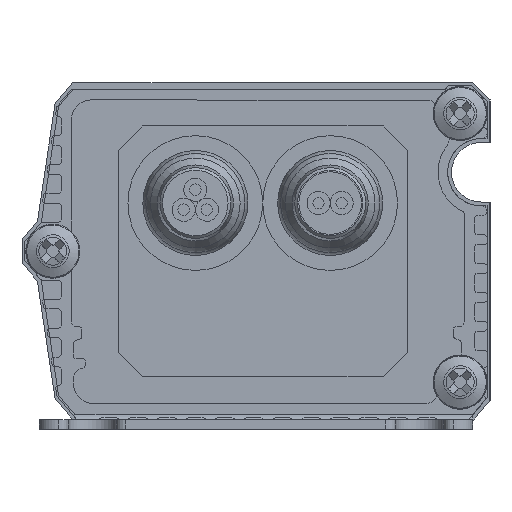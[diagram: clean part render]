
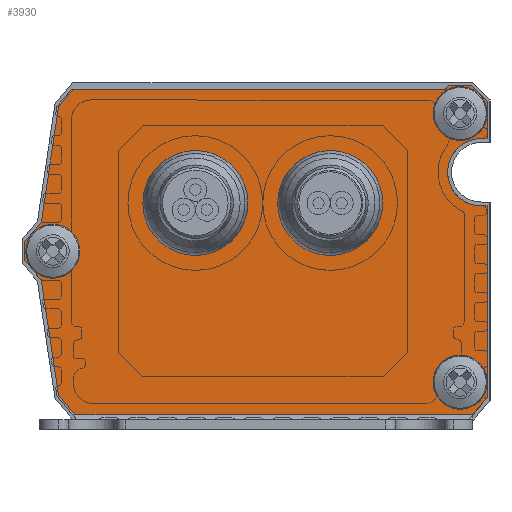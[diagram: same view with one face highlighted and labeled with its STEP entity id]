
A CAD part, left-side view. The second image highlights one B-rep face of the part: STEP entity #3930.
In plain terms, the highlighted planar face has unit normal (-1, 0, 0).
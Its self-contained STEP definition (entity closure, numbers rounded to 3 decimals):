
#3930=ADVANCED_FACE('',(#8700,#8702,#8704,#8706),#8708,.T.);
#8700=FACE_BOUND('',#8701,.T.);
#8701=EDGE_LOOP('',(#13681,#13682,#13683,#13684,#13685,#13686,#13687,#13688,#13689,
#13690,#13691,#13692,#13693,#13694,#13695,#13696,#13697,#13698,#13699,#13700,#13701,
#13702,#13703,#13704));
#8702=FACE_BOUND('',#8703,.T.);
#8703=EDGE_LOOP('',(#13705));
#8704=FACE_BOUND('',#8705,.T.);
#8705=EDGE_LOOP('',(#13706));
#8706=FACE_BOUND('',#8707,.T.);
#8707=EDGE_LOOP('',(#13707));
#8708=PLANE('',#8709);
#8709=AXIS2_PLACEMENT_3D('',#8710,#8711,#8712);
#8710=CARTESIAN_POINT('',(-101.5,-22.787,0.));
#8711=DIRECTION('',(-1.,0.,0.));
#8712=DIRECTION('',(0.,-1.,0.));
#13681=ORIENTED_EDGE('',*,*,#16373,.F.);
#13682=ORIENTED_EDGE('',*,*,#16279,.T.);
#13683=ORIENTED_EDGE('',*,*,#16277,.T.);
#13684=ORIENTED_EDGE('',*,*,#16275,.T.);
#13685=ORIENTED_EDGE('',*,*,#16273,.T.);
#13686=ORIENTED_EDGE('',*,*,#16271,.T.);
#13687=ORIENTED_EDGE('',*,*,#16374,.F.);
#13688=ORIENTED_EDGE('',*,*,#16375,.F.);
#13689=ORIENTED_EDGE('',*,*,#16270,.T.);
#13690=ORIENTED_EDGE('',*,*,#16268,.T.);
#13691=ORIENTED_EDGE('',*,*,#16266,.T.);
#13692=ORIENTED_EDGE('',*,*,#16264,.T.);
#13693=ORIENTED_EDGE('',*,*,#16262,.T.);
#13694=ORIENTED_EDGE('',*,*,#16260,.T.);
#13695=ORIENTED_EDGE('',*,*,#16258,.T.);
#13696=ORIENTED_EDGE('',*,*,#16256,.T.);
#13697=ORIENTED_EDGE('',*,*,#16254,.T.);
#13698=ORIENTED_EDGE('',*,*,#16252,.T.);
#13699=ORIENTED_EDGE('',*,*,#16250,.T.);
#13700=ORIENTED_EDGE('',*,*,#16248,.T.);
#13701=ORIENTED_EDGE('',*,*,#16376,.F.);
#13702=ORIENTED_EDGE('',*,*,#16282,.T.);
#13703=ORIENTED_EDGE('',*,*,#16280,.T.);
#13704=ORIENTED_EDGE('',*,*,#16377,.F.);
#13705=ORIENTED_EDGE('',*,*,#16378,.F.);
#13706=ORIENTED_EDGE('',*,*,#16379,.F.);
#13707=ORIENTED_EDGE('',*,*,#16380,.F.);
#16248=EDGE_CURVE('',#18982,#18980,#18983,.T.);
#16250=EDGE_CURVE('',#18985,#18982,#18986,.T.);
#16252=EDGE_CURVE('',#18988,#18985,#18989,.T.);
#16254=EDGE_CURVE('',#18991,#18988,#18992,.T.);
#16256=EDGE_CURVE('',#18994,#18991,#18995,.T.);
#16258=EDGE_CURVE('',#18997,#18994,#18998,.T.);
#16260=EDGE_CURVE('',#19000,#18997,#19001,.T.);
#16262=EDGE_CURVE('',#19003,#19000,#19004,.T.);
#16264=EDGE_CURVE('',#19006,#19003,#19007,.T.);
#16266=EDGE_CURVE('',#19009,#19006,#19010,.T.);
#16268=EDGE_CURVE('',#19012,#19009,#19013,.T.);
#16270=EDGE_CURVE('',#19015,#19012,#19016,.T.);
#16271=EDGE_CURVE('',#19017,#19015,#19018,.T.);
#16273=EDGE_CURVE('',#19020,#19017,#19021,.T.);
#16275=EDGE_CURVE('',#19023,#19020,#19024,.T.);
#16277=EDGE_CURVE('',#19026,#19023,#19027,.T.);
#16279=EDGE_CURVE('',#19029,#19026,#19030,.T.);
#16280=EDGE_CURVE('',#19031,#19029,#19032,.T.);
#16282=EDGE_CURVE('',#19034,#19031,#19035,.T.);
#16373=EDGE_CURVE('',#19029,#19158,#19159,.F.);
#16374=EDGE_CURVE('',#19160,#19015,#19161,.F.);
#16375=EDGE_CURVE('',#19015,#19160,#19162,.F.);
#16376=EDGE_CURVE('',#19034,#18980,#19163,.T.);
#16377=EDGE_CURVE('',#19158,#19029,#19164,.F.);
#16378=EDGE_CURVE('',#19165,#19165,#19166,.F.);
#16379=EDGE_CURVE('',#19167,#19167,#19168,.F.);
#16380=EDGE_CURVE('',#19169,#19169,#19170,.F.);
#18980=VERTEX_POINT('',#24858);
#18982=VERTEX_POINT('',#24862);
#18983=LINE('',#24863,#24864);
#18985=VERTEX_POINT('',#24869);
#18986=LINE('',#24870,#24871);
#18988=VERTEX_POINT('',#24876);
#18989=LINE('',#24877,#24878);
#18991=VERTEX_POINT('',#24883);
#18992=LINE('',#24884,#24885);
#18994=VERTEX_POINT('',#24890);
#18995=LINE('',#24891,#24892);
#18997=VERTEX_POINT('',#24897);
#18998=LINE('',#24898,#24899);
#19000=VERTEX_POINT('',#24904);
#19001=LINE('',#24905,#24906);
#19003=VERTEX_POINT('',#24911);
#19004=LINE('',#24912,#24913);
#19006=VERTEX_POINT('',#24918);
#19007=LINE('',#24919,#24920);
#19009=VERTEX_POINT('',#24925);
#19010=LINE('',#24926,#24927);
#19012=VERTEX_POINT('',#24932);
#19013=LINE('',#24933,#24934);
#19015=VERTEX_POINT('',#24939);
#19016=LINE('',#24940,#24941);
#19017=VERTEX_POINT('',#24943);
#19018=LINE('',#24944,#24945);
#19020=VERTEX_POINT('',#24950);
#19021=LINE('',#24951,#24952);
#19023=VERTEX_POINT('',#24957);
#19024=CIRCLE('',#24958,3.5);
#19026=VERTEX_POINT('',#24965);
#19027=LINE('',#24966,#24967);
#19029=VERTEX_POINT('',#24972);
#19030=LINE('',#24973,#24974);
#19031=VERTEX_POINT('',#24976);
#19032=LINE('',#24977,#24978);
#19034=VERTEX_POINT('',#24983);
#19035=LINE('',#24984,#24985);
#19158=VERTEX_POINT('',#25318);
#19159=CIRCLE('',#25319,2.8);
#19160=VERTEX_POINT('',#25323);
#19161=CIRCLE('',#25324,2.8);
#19162=CIRCLE('',#25328,2.8);
#19163=LINE('',#25332,#25333);
#19164=CIRCLE('',#25335,2.8);
#19165=VERTEX_POINT('',#25339);
#19166=CIRCLE('',#25340,2.8);
#19167=VERTEX_POINT('',#25344);
#19168=CIRCLE('',#25345,5.15);
#19169=VERTEX_POINT('',#25349);
#19170=CIRCLE('',#25350,5.15);
#24858=CARTESIAN_POINT('',(-101.5,20.013,1.5));
#24862=CARTESIAN_POINT('',(-101.5,21.713,3.5));
#24863=CARTESIAN_POINT('',(-101.5,21.713,3.5));
#24864=VECTOR('',#24865,1.);
#24865=DIRECTION('',(0.,-0.648,-0.762));
#24869=CARTESIAN_POINT('',(-101.5,23.513,15.5));
#24870=CARTESIAN_POINT('',(-101.5,23.513,15.5));
#24871=VECTOR('',#24872,1.);
#24872=DIRECTION('',(0.,-0.148,-0.989));
#24876=CARTESIAN_POINT('',(-101.5,25.213,17.5));
#24877=CARTESIAN_POINT('',(-101.5,25.213,17.5));
#24878=VECTOR('',#24879,1.);
#24879=DIRECTION('',(0.,-0.648,-0.762));
#24883=CARTESIAN_POINT('',(-101.5,25.213,19.5));
#24884=CARTESIAN_POINT('',(-101.5,25.213,19.5));
#24885=VECTOR('',#24886,1.);
#24886=DIRECTION('',(0.,0.,-1.));
#24890=CARTESIAN_POINT('',(-101.5,23.513,21.5));
#24891=CARTESIAN_POINT('',(-101.5,23.513,21.5));
#24892=VECTOR('',#24893,1.);
#24893=DIRECTION('',(0.,0.648,-0.762));
#24897=CARTESIAN_POINT('',(-101.5,21.713,33.5));
#24898=CARTESIAN_POINT('',(-101.5,21.713,33.5));
#24899=VECTOR('',#24900,1.);
#24900=DIRECTION('',(0.,0.148,-0.989));
#24904=CARTESIAN_POINT('',(-101.5,20.213,35.3));
#24905=CARTESIAN_POINT('',(-101.5,20.213,35.3));
#24906=VECTOR('',#24907,1.);
#24907=DIRECTION('',(0.,0.64,-0.768));
#24911=CARTESIAN_POINT('',(-101.5,-18.387,35.3));
#24912=CARTESIAN_POINT('',(-101.5,-18.387,35.3));
#24913=VECTOR('',#24914,1.);
#24914=DIRECTION('',(0.,1.,0.));
#24918=CARTESIAN_POINT('',(-101.5,-18.787,35.7));
#24919=CARTESIAN_POINT('',(-101.5,-18.787,35.7));
#24920=VECTOR('',#24921,1.);
#24921=DIRECTION('',(0.,0.707,-0.707));
#24925=CARTESIAN_POINT('',(-101.5,-21.187,35.7));
#24926=CARTESIAN_POINT('',(-101.5,-21.187,35.7));
#24927=VECTOR('',#24928,1.);
#24928=DIRECTION('',(0.,1.,0.));
#24932=CARTESIAN_POINT('',(-101.5,-22.787,34.));
#24933=CARTESIAN_POINT('',(-101.5,-22.787,34.));
#24934=VECTOR('',#24935,1.);
#24935=DIRECTION('',(0.,0.685,0.728));
#24939=CARTESIAN_POINT('',(-101.5,-22.787,32.8));
#24940=CARTESIAN_POINT('',(-101.5,-22.787,32.8));
#24941=VECTOR('',#24942,1.);
#24942=DIRECTION('',(0.,0.,1.));
#24943=CARTESIAN_POINT('',(-101.5,-22.787,30.2));
#24944=CARTESIAN_POINT('',(-101.5,-22.787,30.2));
#24945=VECTOR('',#24946,1.);
#24946=DIRECTION('',(0.,0.,1.));
#24950=CARTESIAN_POINT('',(-101.5,-22.187,30.2));
#24951=CARTESIAN_POINT('',(-101.5,-22.187,30.2));
#24952=VECTOR('',#24953,1.);
#24953=DIRECTION('',(0.,-1.,0.));
#24957=CARTESIAN_POINT('',(-101.5,-22.187,23.2));
#24958=AXIS2_PLACEMENT_3D('',#24959,#24960,#24961);
#24959=CARTESIAN_POINT('',(-101.5,-22.187,26.7));
#24960=DIRECTION('',(1.,0.,0.));
#24961=DIRECTION('',(0.,0.,-1.));
#24965=CARTESIAN_POINT('',(-101.5,-22.787,23.2));
#24966=CARTESIAN_POINT('',(-101.5,-22.787,23.2));
#24967=VECTOR('',#24968,1.);
#24968=DIRECTION('',(0.,1.,0.));
#24972=CARTESIAN_POINT('',(-101.5,-22.787,4.9));
#24973=CARTESIAN_POINT('',(-101.5,-22.787,4.9));
#24974=VECTOR('',#24975,1.);
#24975=DIRECTION('',(0.,0.,1.));
#24976=CARTESIAN_POINT('',(-101.5,-22.787,3.3));
#24977=CARTESIAN_POINT('',(-101.5,-22.787,3.3));
#24978=VECTOR('',#24979,1.);
#24979=DIRECTION('',(0.,0.,1.));
#24983=CARTESIAN_POINT('',(-101.5,-21.287,1.5));
#24984=CARTESIAN_POINT('',(-101.5,-21.287,1.5));
#24985=VECTOR('',#24986,1.);
#24986=DIRECTION('',(0.,-0.64,0.768));
#25318=CARTESIAN_POINT('',(-101.5,-21.967,6.88));
#25319=AXIS2_PLACEMENT_3D('',#25320,#25321,#25322);
#25320=CARTESIAN_POINT('',(-101.5,-19.987,4.9));
#25321=DIRECTION('',(1.,0.,0.));
#25322=DIRECTION('',(0.,-0.707,0.707));
#25323=CARTESIAN_POINT('',(-101.5,-21.967,34.78));
#25324=AXIS2_PLACEMENT_3D('',#25325,#25326,#25327);
#25325=CARTESIAN_POINT('',(-101.5,-19.987,32.8));
#25326=DIRECTION('',(1.,0.,0.));
#25327=DIRECTION('',(0.,-1.,0.));
#25328=AXIS2_PLACEMENT_3D('',#25329,#25330,#25331);
#25329=CARTESIAN_POINT('',(-101.5,-19.987,32.8));
#25330=DIRECTION('',(1.,0.,0.));
#25331=DIRECTION('',(0.,-0.707,0.707));
#25332=CARTESIAN_POINT('',(-101.5,-21.287,1.5));
#25333=VECTOR('',#25334,1.);
#25334=DIRECTION('',(0.,1.,0.));
#25335=AXIS2_PLACEMENT_3D('',#25336,#25337,#25338);
#25336=CARTESIAN_POINT('',(-101.5,-19.987,4.9));
#25337=DIRECTION('',(1.,0.,0.));
#25338=DIRECTION('',(0.,-1.,0.));
#25339=CARTESIAN_POINT('',(-101.5,20.333,20.48));
#25340=AXIS2_PLACEMENT_3D('',#25341,#25342,#25343);
#25341=CARTESIAN_POINT('',(-101.5,22.313,18.5));
#25342=DIRECTION('',(1.,0.,0.));
#25343=DIRECTION('',(0.,-0.707,0.707));
#25344=CARTESIAN_POINT('',(-101.5,-6.487,28.65));
#25345=AXIS2_PLACEMENT_3D('',#25346,#25347,#25348);
#25346=CARTESIAN_POINT('',(-101.5,-6.487,23.5));
#25347=DIRECTION('',(1.,0.,0.));
#25348=DIRECTION('',(0.,0.,1.));
#25349=CARTESIAN_POINT('',(-101.5,7.513,28.65));
#25350=AXIS2_PLACEMENT_3D('',#25351,#25352,#25353);
#25351=CARTESIAN_POINT('',(-101.5,7.513,23.5));
#25352=DIRECTION('',(1.,0.,0.));
#25353=DIRECTION('',(0.,0.,1.));
